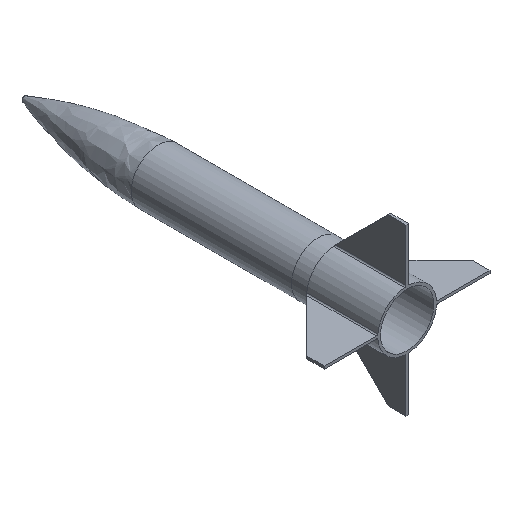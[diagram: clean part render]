
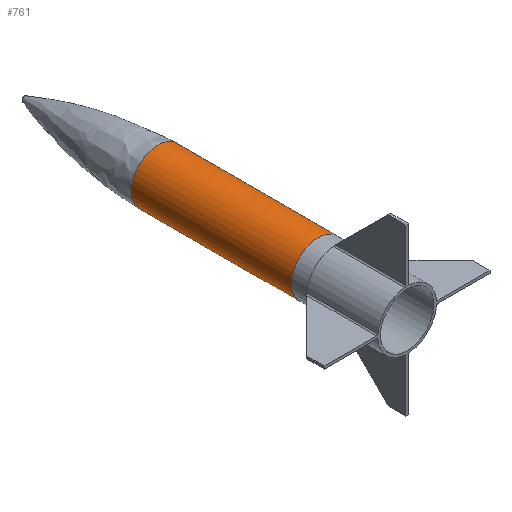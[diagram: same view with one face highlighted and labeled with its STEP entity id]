
A CAD part, isometric view. The second image highlights one B-rep face of the part: STEP entity #761.
In plain terms, the highlighted cylindrical face has radius 38.1 mm (diameter 76.2 mm), a full revolution.
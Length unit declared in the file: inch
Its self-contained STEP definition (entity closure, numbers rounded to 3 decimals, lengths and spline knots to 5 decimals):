
#94=FACE_OUTER_BOUND('',#141,.T.);
#141=EDGE_LOOP('',(#696,#697,#698,#699));
#211=LINE('',#1382,#269);
#269=VECTOR('',#1104,1.5);
#309=CIRCLE('',#867,1.5);
#310=CIRCLE('',#868,1.5);
#381=VERTEX_POINT('',#1379);
#382=VERTEX_POINT('',#1381);
#487=EDGE_CURVE('',#381,#381,#309,.T.);
#488=EDGE_CURVE('',#381,#382,#211,.T.);
#489=EDGE_CURVE('',#382,#382,#310,.T.);
#696=ORIENTED_EDGE('',*,*,#487,.F.);
#697=ORIENTED_EDGE('',*,*,#488,.T.);
#698=ORIENTED_EDGE('',*,*,#489,.T.);
#699=ORIENTED_EDGE('',*,*,#488,.F.);
#720=CYLINDRICAL_SURFACE('',#866,1.5);
#761=ADVANCED_FACE('',(#94),#720,.T.);
#866=AXIS2_PLACEMENT_3D('',#1378,#1100,#1101);
#867=AXIS2_PLACEMENT_3D('',#1380,#1102,#1103);
#868=AXIS2_PLACEMENT_3D('',#1383,#1105,#1106);
#1100=DIRECTION('center_axis',(0.,1.,0.));
#1101=DIRECTION('ref_axis',(-1.,0.,0.));
#1102=DIRECTION('center_axis',(0.,1.,0.));
#1103=DIRECTION('ref_axis',(-1.,0.,0.));
#1104=DIRECTION('',(0.,-1.,0.));
#1105=DIRECTION('center_axis',(0.,1.,0.));
#1106=DIRECTION('ref_axis',(-1.,0.,0.));
#1378=CARTESIAN_POINT('Origin',(0.,5.,0.));
#1379=CARTESIAN_POINT('',(1.5,14.,0.));
#1380=CARTESIAN_POINT('Origin',(0.,14.,0.));
#1381=CARTESIAN_POINT('',(1.5,5.,0.));
#1382=CARTESIAN_POINT('',(1.5,5.,0.));
#1383=CARTESIAN_POINT('Origin',(0.,5.,0.));
